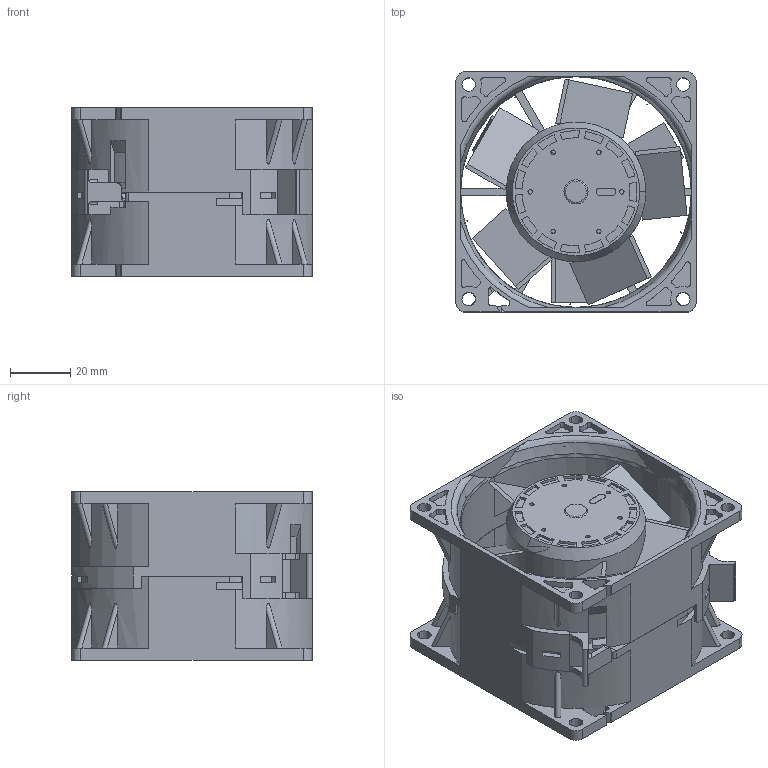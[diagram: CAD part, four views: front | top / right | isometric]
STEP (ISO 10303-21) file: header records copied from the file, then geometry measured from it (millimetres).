
FILE_DESCRIPTION((''),'2;1');
FILE_NAME('GFC0848SS-00_ASM','2020-03-27T',('CHENGBIN.WU'),(''),'CREO PARAMETRIC BY PTC INC, 2015080','CREO PARAMETRIC BY PTC INC, 2015080','');
FILE_SCHEMA(('CONFIG_CONTROL_DESIGN'));
Length unit declared in the file: millimetre
Products named in the file (17): PRT0001_1_1_1; 20180313-RFRAME-REVISEHOLE_1_1_; PRT0052_1_2_1_1_1; F-IMP-X00_1_1_1_1; SHAFT_1_1_2_1_1_1; FRONT_ASM_1_1_ASM_1_ASM_1_ASM_1_ASM; ASM0005_ASM_1_ASM_1_ASM_1_ASM; PRT0052_1_1_1_1_1; SHAFT_1_1_1_1_1_1; REAR_ASM_1_ASM_1_1_ASM_1_ASM_1__ASM; PRT0008_1_1_1_1_1; REAR_IMP_TOOLING_20170504_ASM_1_ASM; ASM0006_ASM_1_ASM_1_ASM_1_ASM; ASM0004_ASM_1_ASM_1_ASM_1_ASM; 20180326-8056-ASSY_ASM_1_ASM_1_ASM; GFM0812SS-03_3D_20191125_ASM_1_ASM; GFC0848SS-00_ASM
Assembly tree (16 placements, depth 8):
  GFC0848SS-00_ASM
    GFM0812SS-03_3D_20191125_ASM_1_ASM
      20180326-8056-ASSY_ASM_1_ASM_1_ASM
        ASM0004_ASM_1_ASM_1_ASM_1_ASM
          PRT0001_1_1_1
          20180313-RFRAME-REVISEHOLE_1_1_
          ASM0005_ASM_1_ASM_1_ASM_1_ASM
            FRONT_ASM_1_1_ASM_1_ASM_1_ASM_1_ASM
              PRT0052_1_2_1_1_1
              F-IMP-X00_1_1_1_1
              SHAFT_1_1_2_1_1_1
          ASM0006_ASM_1_ASM_1_ASM_1_ASM
            REAR_IMP_TOOLING_20170504_ASM_1_ASM
              REAR_ASM_1_ASM_1_1_ASM_1_ASM_1__ASM
                PRT0052_1_1_1_1_1
                SHAFT_1_1_1_1_1_1
              PRT0008_1_1_1_1_1
Bounding box: 80 x 80 x 56 mm (x, y, z)
Volume: 87377.6 mm3; surface area: 91961.1 mm2
Topology: 13 solids, 13 shells, 1554 faces, 4557 edges, 3112 vertices
Faces by surface type: plane 820, cylinder 604, torus 100, cone 22, bspline 8
Entity records: 54763 total; most frequent: CARTESIAN_POINT 11262, DIRECTION 9281, ORIENTED_EDGE 9114, EDGE_CURVE 4557, AXIS2_PLACEMENT_3D 3391, VERTEX_POINT 3112, VECTOR 2499, LINE 2499
